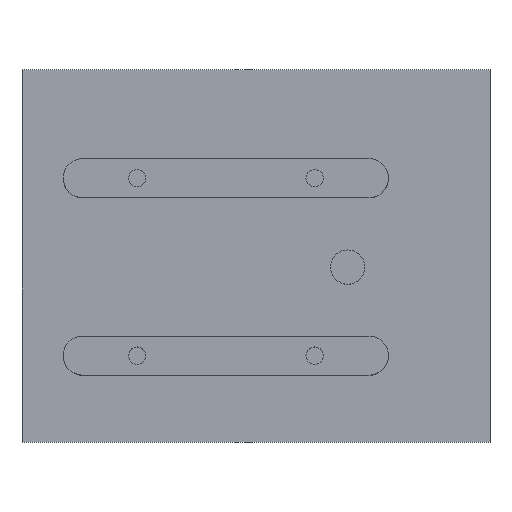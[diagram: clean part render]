
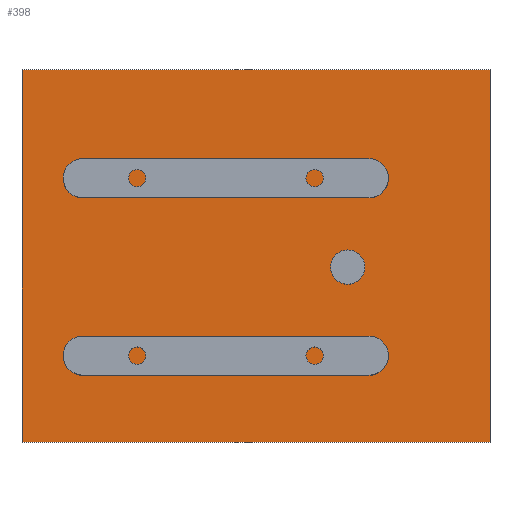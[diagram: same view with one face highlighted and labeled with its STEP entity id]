
A CAD part, top view. The second image highlights one B-rep face of the part: STEP entity #398.
In plain terms, the highlighted planar face has unit normal (0, 0, 1).
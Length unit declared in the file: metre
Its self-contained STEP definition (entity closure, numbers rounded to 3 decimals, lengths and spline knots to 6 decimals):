
#21=CIRCLE('',#436,0.003415);
#22=CIRCLE('',#437,0.003415);
#23=CIRCLE('',#438,0.003415);
#24=CIRCLE('',#439,0.003415);
#25=CIRCLE('',#440,0.003);
#59=ORIENTED_EDGE('',*,*,#155,.F.);
#60=ORIENTED_EDGE('',*,*,#156,.F.);
#61=ORIENTED_EDGE('',*,*,#157,.F.);
#62=ORIENTED_EDGE('',*,*,#158,.F.);
#63=ORIENTED_EDGE('',*,*,#159,.F.);
#64=ORIENTED_EDGE('',*,*,#145,.F.);
#65=ORIENTED_EDGE('',*,*,#149,.T.);
#66=ORIENTED_EDGE('',*,*,#152,.T.);
#67=ORIENTED_EDGE('',*,*,#154,.F.);
#145=EDGE_CURVE('',#195,#196,#233,.T.);
#149=EDGE_CURVE('',#195,#198,#237,.T.);
#152=EDGE_CURVE('',#198,#200,#240,.T.);
#154=EDGE_CURVE('',#196,#200,#242,.T.);
#155=EDGE_CURVE('',#201,#201,#21,.T.);
#156=EDGE_CURVE('',#202,#202,#22,.T.);
#157=EDGE_CURVE('',#203,#203,#23,.T.);
#158=EDGE_CURVE('',#204,#204,#24,.T.);
#159=EDGE_CURVE('',#205,#205,#25,.T.);
#195=VERTEX_POINT('',#605);
#196=VERTEX_POINT('',#607);
#198=VERTEX_POINT('',#613);
#200=VERTEX_POINT('',#619);
#201=VERTEX_POINT('',#626);
#202=VERTEX_POINT('',#628);
#203=VERTEX_POINT('',#630);
#204=VERTEX_POINT('',#632);
#205=VERTEX_POINT('',#634);
#233=LINE('',#606,#261);
#237=LINE('',#614,#265);
#240=LINE('',#620,#268);
#242=LINE('',#623,#270);
#261=VECTOR('',#483,1.);
#265=VECTOR('',#489,1.);
#268=VECTOR('',#494,1.);
#270=VECTOR('',#498,1.);
#291=EDGE_LOOP('',(#59));
#292=EDGE_LOOP('',(#60));
#293=EDGE_LOOP('',(#61));
#294=EDGE_LOOP('',(#62));
#295=EDGE_LOOP('',(#63));
#296=EDGE_LOOP('',(#64,#65,#66,#67));
#337=FACE_BOUND('',#291,.T.);
#338=FACE_BOUND('',#292,.T.);
#339=FACE_BOUND('',#293,.T.);
#340=FACE_BOUND('',#294,.T.);
#341=FACE_BOUND('',#295,.T.);
#342=FACE_BOUND('',#296,.T.);
#383=PLANE('',#435);
#398=ADVANCED_FACE('',(#337,#338,#339,#340,#341,#342),#383,.T.);
#435=AXIS2_PLACEMENT_3D('',#624,#499,#500);
#436=AXIS2_PLACEMENT_3D('',#625,#501,#502);
#437=AXIS2_PLACEMENT_3D('',#627,#503,#504);
#438=AXIS2_PLACEMENT_3D('',#629,#505,#506);
#439=AXIS2_PLACEMENT_3D('',#631,#507,#508);
#440=AXIS2_PLACEMENT_3D('',#633,#509,#510);
#483=DIRECTION('',(1.,0.,0.));
#489=DIRECTION('',(0.,-1.,0.));
#494=DIRECTION('',(1.,0.,0.));
#498=DIRECTION('',(0.,-1.,0.));
#499=DIRECTION('',(0.,0.,1.));
#500=DIRECTION('',(1.,0.,0.));
#501=DIRECTION('',(0.,0.,1.));
#502=DIRECTION('',(1.,0.,0.));
#503=DIRECTION('',(0.,0.,1.));
#504=DIRECTION('',(1.,0.,0.));
#505=DIRECTION('',(0.,0.,1.));
#506=DIRECTION('',(1.,0.,0.));
#507=DIRECTION('',(0.,0.,1.));
#508=DIRECTION('',(1.,0.,0.));
#509=DIRECTION('',(0.,0.,1.));
#510=DIRECTION('',(1.,0.,0.));
#605=CARTESIAN_POINT('',(-0.035739,0.034497,0.01));
#606=CARTESIAN_POINT('',(0.005144,0.034497,0.01));
#607=CARTESIAN_POINT('',(0.046026,0.034497,0.01));
#613=CARTESIAN_POINT('',(-0.035739,-0.030595,0.01));
#614=CARTESIAN_POINT('',(-0.035739,0.001951,0.01));
#619=CARTESIAN_POINT('',(0.046026,-0.030595,0.01));
#620=CARTESIAN_POINT('',(0.005144,-0.030595,0.01));
#623=CARTESIAN_POINT('',(0.046026,0.001951,0.01));
#624=CARTESIAN_POINT('',(0.005144,0.001951,0.01));
#625=CARTESIAN_POINT('',(-0.025123,-0.0155,0.01));
#626=CARTESIAN_POINT('',(-0.021708,-0.0155,0.01));
#627=CARTESIAN_POINT('',(0.024877,-0.0155,0.01));
#628=CARTESIAN_POINT('',(0.028292,-0.0155,0.01));
#629=CARTESIAN_POINT('',(0.024877,0.0155,0.01));
#630=CARTESIAN_POINT('',(0.028292,0.0155,0.01));
#631=CARTESIAN_POINT('',(-0.025123,0.0155,0.01));
#632=CARTESIAN_POINT('',(-0.021708,0.0155,0.01));
#633=CARTESIAN_POINT('',(0.021176,0.,0.01));
#634=CARTESIAN_POINT('',(0.024176,0.,0.01));
